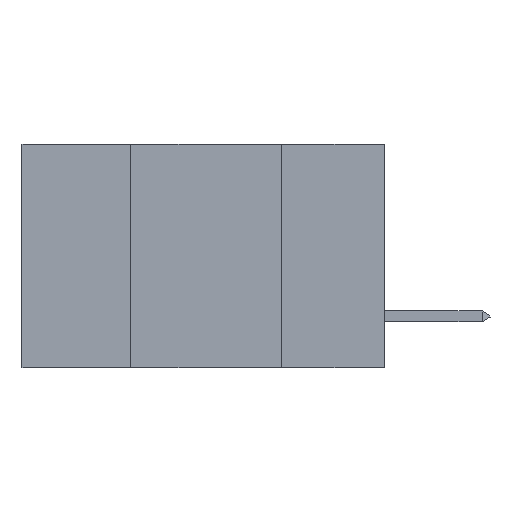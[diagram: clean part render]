
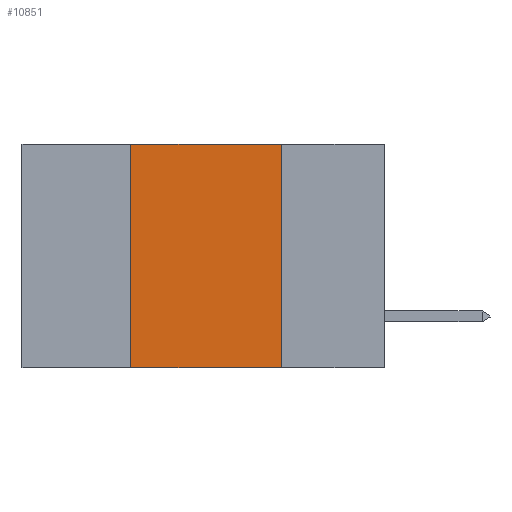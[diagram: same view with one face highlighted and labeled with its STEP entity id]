
A CAD part, left-side view. The second image highlights one B-rep face of the part: STEP entity #10851.
In plain terms, the highlighted planar face has unit normal (-1, 0, 0).
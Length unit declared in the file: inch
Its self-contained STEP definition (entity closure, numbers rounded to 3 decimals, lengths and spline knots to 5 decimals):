
#129 = DIRECTION ( 'NONE',  ( 0., 0., 1. ) ) ;
#510 = LINE ( 'NONE', #2441, #9436 ) ;
#754 = DIRECTION ( 'NONE',  ( 1., 0., 0. ) ) ;
#1115 = LINE ( 'NONE', #2991, #5370 ) ;
#1750 = PLANE ( 'NONE',  #6587 ) ;
#1793 = EDGE_CURVE ( 'NONE', #12028, #3678, #1115, .T. ) ;
#1870 = EDGE_LOOP ( 'NONE', ( #11075, #4067, #3658, #8972 ) ) ;
#2441 = CARTESIAN_POINT ( 'NONE',  ( 0., 0.6, -0.37 ) ) ;
#2687 = VERTEX_POINT ( 'NONE', #10746 ) ;
#2991 = CARTESIAN_POINT ( 'NONE',  ( 0., 0.17, 0. ) ) ;
#3287 = VECTOR ( 'NONE', #10163, 39.37008 ) ;
#3351 = VERTEX_POINT ( 'NONE', #5455 ) ;
#3658 = ORIENTED_EDGE ( 'NONE', *, *, #5186, .F. ) ;
#3678 = VERTEX_POINT ( 'NONE', #9237 ) ;
#4067 = ORIENTED_EDGE ( 'NONE', *, *, #11151, .F. ) ;
#5186 = EDGE_CURVE ( 'NONE', #3351, #2687, #12105, .T. ) ;
#5370 = VECTOR ( 'NONE', #8822, 39.37008 ) ;
#5403 = VECTOR ( 'NONE', #129, 39.37008 ) ;
#5455 = CARTESIAN_POINT ( 'NONE',  ( 0., 0.42, -0.37 ) ) ;
#5549 = CARTESIAN_POINT ( 'NONE',  ( 0., 0.6, 0. ) ) ;
#6587 = AXIS2_PLACEMENT_3D ( 'NONE', #5549, #754, #8279 ) ;
#6668 = LINE ( 'NONE', #9200, #3287 ) ;
#7571 = CARTESIAN_POINT ( 'NONE',  ( 0., 0.42, 0. ) ) ;
#7682 = EDGE_CURVE ( 'NONE', #3351, #3678, #510, .T. ) ;
#8279 = DIRECTION ( 'NONE',  ( 0., 0., -1. ) ) ;
#8822 = DIRECTION ( 'NONE',  ( 0., 0., -1. ) ) ;
#8972 = ORIENTED_EDGE ( 'NONE', *, *, #7682, .T. ) ;
#8974 = DIRECTION ( 'NONE',  ( 0., -1., 0. ) ) ;
#9200 = CARTESIAN_POINT ( 'NONE',  ( 0., 0.6, 0. ) ) ;
#9237 = CARTESIAN_POINT ( 'NONE',  ( 0., 0.17, -0.37 ) ) ;
#9436 = VECTOR ( 'NONE', #8974, 39.37008 ) ;
#10163 = DIRECTION ( 'NONE',  ( 0., -1., 0. ) ) ;
#10746 = CARTESIAN_POINT ( 'NONE',  ( 0., 0.42, 0. ) ) ;
#10851 = ADVANCED_FACE ( 'NONE', ( #11628 ), #1750, .F. ) ;
#11075 = ORIENTED_EDGE ( 'NONE', *, *, #1793, .F. ) ;
#11151 = EDGE_CURVE ( 'NONE', #2687, #12028, #6668, .T. ) ;
#11628 = FACE_OUTER_BOUND ( 'NONE', #1870, .T. ) ;
#11984 = CARTESIAN_POINT ( 'NONE',  ( 0., 0.17, 0. ) ) ;
#12028 = VERTEX_POINT ( 'NONE', #11984 ) ;
#12105 = LINE ( 'NONE', #7571, #5403 ) ;
